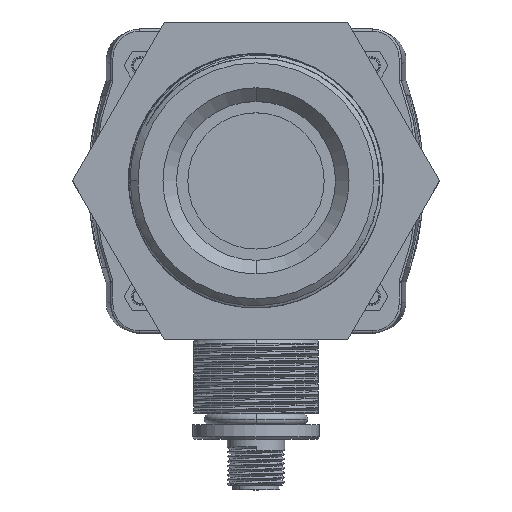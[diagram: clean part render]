
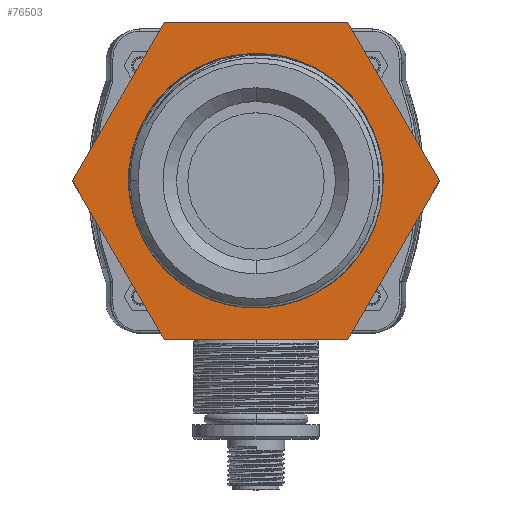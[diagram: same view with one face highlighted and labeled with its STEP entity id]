
A CAD part, top view. The second image highlights one B-rep face of the part: STEP entity #76503.
In plain terms, the highlighted planar face has unit normal (0, 0, 1).
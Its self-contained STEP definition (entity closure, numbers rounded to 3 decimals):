
#74916=DIRECTION('',(-0.5,-0.866,0.));
#74917=VECTOR('',#74916,40.415);
#74918=CARTESIAN_POINT('',(-20.207,35.,9.));
#74919=LINE('',#74918,#74917);
#74920=DIRECTION('',(-1.,0.,0.));
#74921=VECTOR('',#74920,40.415);
#74922=CARTESIAN_POINT('',(20.207,35.,9.));
#74923=LINE('',#74922,#74921);
#74924=DIRECTION('',(-0.5,0.866,0.));
#74925=VECTOR('',#74924,40.415);
#74926=CARTESIAN_POINT('',(40.415,0.,9.));
#74927=LINE('',#74926,#74925);
#74928=DIRECTION('',(0.5,0.866,0.));
#74929=VECTOR('',#74928,40.415);
#74930=CARTESIAN_POINT('',(20.207,-35.,9.));
#74931=LINE('',#74930,#74929);
#74932=DIRECTION('',(1.,0.,0.));
#74933=VECTOR('',#74932,40.415);
#74934=CARTESIAN_POINT('',(-20.207,-35.,9.));
#74935=LINE('',#74934,#74933);
#74936=DIRECTION('',(0.5,-0.866,0.));
#74937=VECTOR('',#74936,40.415);
#74938=CARTESIAN_POINT('',(-40.415,0.,9.));
#74939=LINE('',#74938,#74937);
#74940=CARTESIAN_POINT('',(10.065,26.244,9.));
#74941=CARTESIAN_POINT('',(11.098,25.83,9.));
#74942=CARTESIAN_POINT('',(13.104,24.886,9.));
#74943=CARTESIAN_POINT('',(15.957,23.101,9.));
#74944=CARTESIAN_POINT('',(18.563,20.997,9.));
#74945=CARTESIAN_POINT('',(20.896,18.602,9.));
#74946=CARTESIAN_POINT('',(22.934,15.939,9.));
#74947=CARTESIAN_POINT('',(24.649,13.025,9.));
#74948=CARTESIAN_POINT('',(25.997,9.925,9.));
#74949=CARTESIAN_POINT('',(26.949,6.733,9.));
#74950=CARTESIAN_POINT('',(27.513,3.45,9.));
#74951=CARTESIAN_POINT('',(27.678,0.104,9.));
#74952=CARTESIAN_POINT('',(27.438,-3.233,9.));
#74953=CARTESIAN_POINT('',(26.804,-6.484,9.));
#74954=CARTESIAN_POINT('',(25.793,-9.617,9.));
#74955=CARTESIAN_POINT('',(24.411,-12.616,9.));
#74956=CARTESIAN_POINT('',(22.684,-15.42,9.));
#74957=CARTESIAN_POINT('',(20.626,-18.005,9.));
#74958=CARTESIAN_POINT('',(19.07,-19.538,9.));
#74959=CARTESIAN_POINT('',(18.243,-20.26,9.));
#74961=CARTESIAN_POINT('',(-28.069,-1.463,9.));
#74962=CARTESIAN_POINT('',(-28.133,-0.243,9.));
#74963=CARTESIAN_POINT('',(-28.106,2.24,9.));
#74964=CARTESIAN_POINT('',(-27.524,6.159,9.));
#74965=CARTESIAN_POINT('',(-26.34,10.094,9.));
#74966=CARTESIAN_POINT('',(-24.596,13.803,9.));
#74967=CARTESIAN_POINT('',(-22.38,17.163,9.));
#74968=CARTESIAN_POINT('',(-19.7,20.182,9.));
#74969=CARTESIAN_POINT('',(-16.643,22.766,9.));
#74970=CARTESIAN_POINT('',(-13.287,24.876,9.));
#74971=CARTESIAN_POINT('',(-9.6,26.521,9.));
#74972=CARTESIAN_POINT('',(-5.705,27.62,9.));
#74973=CARTESIAN_POINT('',(-1.749,28.147,9.));
#74974=CARTESIAN_POINT('',(2.268,28.113,9.));
#74975=CARTESIAN_POINT('',(6.273,27.496,9.));
#74976=CARTESIAN_POINT('',(8.815,26.723,9.));
#74977=CARTESIAN_POINT('',(10.065,26.244,9.));
#74979=CARTESIAN_POINT('',(13.631,-23.61,9.));
#74980=CARTESIAN_POINT('',(12.497,-24.289,9.));
#74981=CARTESIAN_POINT('',(10.159,-25.464,9.));
#74982=CARTESIAN_POINT('',(6.438,-26.711,9.));
#74983=CARTESIAN_POINT('',(2.553,-27.418,9.));
#74984=CARTESIAN_POINT('',(-1.435,-27.56,9.));
#74985=CARTESIAN_POINT('',(-5.415,-27.123,9.));
#74986=CARTESIAN_POINT('',(-9.345,-26.1,9.));
#74987=CARTESIAN_POINT('',(-13.093,-24.5,9.));
#74988=CARTESIAN_POINT('',(-16.426,-22.461,9.));
#74989=CARTESIAN_POINT('',(-19.279,-20.13,9.));
#74990=CARTESIAN_POINT('',(-21.723,-17.543,9.));
#74991=CARTESIAN_POINT('',(-23.78,-14.728,9.));
#74992=CARTESIAN_POINT('',(-25.466,-11.696,9.));
#74993=CARTESIAN_POINT('',(-26.785,-8.425,9.));
#74994=CARTESIAN_POINT('',(-27.687,-4.971,9.));
#74995=CARTESIAN_POINT('',(-27.991,-2.642,9.));
#74996=CARTESIAN_POINT('',(-28.069,-1.463,9.));
#74998=CARTESIAN_POINT('',(0.,0.,9.));
#74999=DIRECTION('',(0.,0.,1.));
#75000=DIRECTION('',(0.5,-0.866,0.));
#75001=AXIS2_PLACEMENT_3D('',#74998,#74999,#75000);
#76278=CARTESIAN_POINT('',(-20.207,35.,9.));
#76279=CARTESIAN_POINT('',(-40.415,0.,9.));
#76280=VERTEX_POINT('',#76278);
#76281=VERTEX_POINT('',#76279);
#76282=CARTESIAN_POINT('',(-20.207,-35.,9.));
#76283=VERTEX_POINT('',#76282);
#76284=CARTESIAN_POINT('',(20.207,-35.,9.));
#76285=VERTEX_POINT('',#76284);
#76286=CARTESIAN_POINT('',(40.415,0.,9.));
#76287=VERTEX_POINT('',#76286);
#76288=CARTESIAN_POINT('',(20.207,35.,9.));
#76289=VERTEX_POINT('',#76288);
#76318=VERTEX_POINT('',#74940);
#76319=VERTEX_POINT('',#74959);
#76320=VERTEX_POINT('',#74961);
#76321=VERTEX_POINT('',#74979);
#76480=CARTESIAN_POINT('',(0.,0.,9.));
#76481=DIRECTION('',(0.,0.,1.));
#76482=DIRECTION('',(1.,0.,0.));
#76483=AXIS2_PLACEMENT_3D('',#76480,#76481,#76482);
#76484=PLANE('',#76483);
#76485=ORIENTED_EDGE('',*,*,#76404,.F.);
#76486=ORIENTED_EDGE('',*,*,#76419,.F.);
#76487=ORIENTED_EDGE('',*,*,#76433,.F.);
#76488=ORIENTED_EDGE('',*,*,#76447,.F.);
#76489=ORIENTED_EDGE('',*,*,#76461,.F.);
#76490=ORIENTED_EDGE('',*,*,#76474,.F.);
#76491=EDGE_LOOP('',(#76485,#76486,#76487,#76488,#76489,#76490));
#76492=FACE_OUTER_BOUND('',#76491,.F.);
#76494=ORIENTED_EDGE('',*,*,#76493,.F.);
#76496=ORIENTED_EDGE('',*,*,#76495,.F.);
#76498=ORIENTED_EDGE('',*,*,#76497,.F.);
#76500=ORIENTED_EDGE('',*,*,#76499,.T.);
#76501=EDGE_LOOP('',(#76494,#76496,#76498,#76500));
#76502=FACE_BOUND('',#76501,.F.);
#76503=ADVANCED_FACE('',(#76492,#76502),#76484,.T.);
#74960=B_SPLINE_CURVE_WITH_KNOTS('',3,(#74940,#74941,#74942,#74943,#74944,
#74945,#74946,#74947,#74948,#74949,#74950,#74951,#74952,#74953,#74954,#74955,
#74956,#74957,#74958,#74959),.UNSPECIFIED.,.F.,.F.,(4,1,1,1,1,1,1,1,1,1,1,1,1,1,
1,1,1,4),(0.,0.059,0.118,0.176,
0.235,0.294,0.353,0.412,
0.471,0.529,0.588,0.647,
0.706,0.765,0.824,0.882,
0.941,1.),.UNSPECIFIED.);
#74978=B_SPLINE_CURVE_WITH_KNOTS('',3,(#74961,#74962,#74963,#74964,#74965,
#74966,#74967,#74968,#74969,#74970,#74971,#74972,#74973,#74974,#74975,#74976,
#74977),.UNSPECIFIED.,.F.,.F.,(4,1,1,1,1,1,1,1,1,1,1,1,1,1,4),(0.,
0.071,0.143,0.214,0.286,
0.357,0.429,0.5,0.571,0.643,
0.714,0.786,0.857,0.929,1.),
.UNSPECIFIED.);
#74997=B_SPLINE_CURVE_WITH_KNOTS('',3,(#74979,#74980,#74981,#74982,#74983,
#74984,#74985,#74986,#74987,#74988,#74989,#74990,#74991,#74992,#74993,#74994,
#74995,#74996),.UNSPECIFIED.,.F.,.F.,(4,1,1,1,1,1,1,1,1,1,1,1,1,1,1,4),(0.,
0.067,0.133,0.2,0.267,0.333,
0.4,0.467,0.533,0.6,0.667,
0.733,0.8,0.867,0.933,1.),
.UNSPECIFIED.);
#75002=CIRCLE('',#75001,27.263);
#76404=EDGE_CURVE('',#76280,#76281,#74919,.T.);
#76419=EDGE_CURVE('',#76289,#76280,#74923,.T.);
#76433=EDGE_CURVE('',#76287,#76289,#74927,.T.);
#76447=EDGE_CURVE('',#76285,#76287,#74931,.T.);
#76461=EDGE_CURVE('',#76283,#76285,#74935,.T.);
#76474=EDGE_CURVE('',#76281,#76283,#74939,.T.);
#76493=EDGE_CURVE('',#76318,#76319,#74960,.T.);
#76495=EDGE_CURVE('',#76320,#76318,#74978,.T.);
#76497=EDGE_CURVE('',#76321,#76320,#74997,.T.);
#76499=EDGE_CURVE('',#76321,#76319,#75002,.T.);
